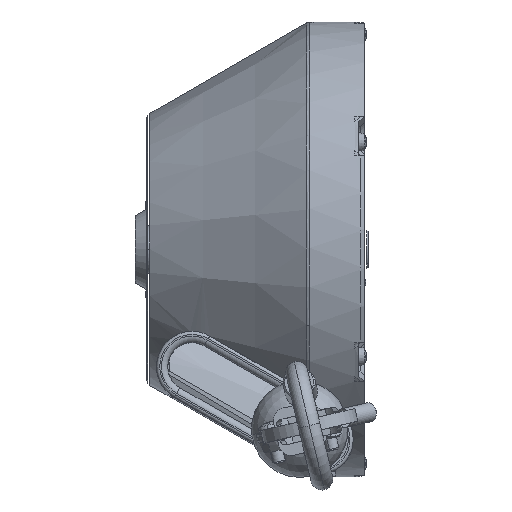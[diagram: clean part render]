
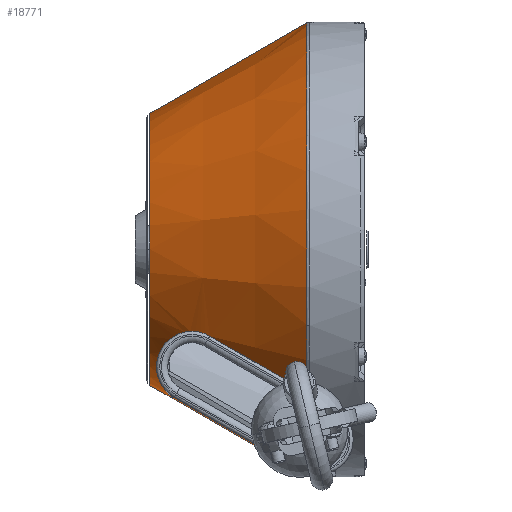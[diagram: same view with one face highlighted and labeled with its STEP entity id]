
A CAD part, top view. The second image highlights one B-rep face of the part: STEP entity #18771.
In plain terms, the highlighted conical face has half-angle 30 degrees and reference radius 56.337 mm.
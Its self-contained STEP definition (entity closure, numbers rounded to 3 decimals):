
#1733=CARTESIAN_POINT('',(49.598,0.,0.));
#1734=DIRECTION('',(1.,0.,0.));
#1735=DIRECTION('',(0.,0.,1.));
#1736=AXIS2_PLACEMENT_3D('',#1733,#1734,#1735);
#1738=CARTESIAN_POINT('',(19.529,-26.974,45.473));
#1739=CARTESIAN_POINT('',(19.154,-26.757,45.35));
#1740=CARTESIAN_POINT('',(18.359,-26.357,45.053));
#1741=CARTESIAN_POINT('',(17.032,-25.885,44.441));
#1742=CARTESIAN_POINT('',(15.595,-25.578,43.66));
#1743=CARTESIAN_POINT('',(14.072,-25.463,42.707));
#1744=CARTESIAN_POINT('',(12.5,-25.569,41.584));
#1745=CARTESIAN_POINT('',(10.966,-25.897,40.334));
#1746=CARTESIAN_POINT('',(9.501,-26.435,38.968));
#1747=CARTESIAN_POINT('',(8.146,-27.163,37.505));
#1748=CARTESIAN_POINT('',(6.904,-28.072,35.928));
#1749=CARTESIAN_POINT('',(5.787,-29.159,34.213));
#1750=CARTESIAN_POINT('',(4.819,-30.414,32.346));
#1751=CARTESIAN_POINT('',(4.012,-31.851,30.269));
#1752=CARTESIAN_POINT('',(3.406,-33.473,27.932));
#1753=CARTESIAN_POINT('',(3.075,-35.138,25.479));
#1754=CARTESIAN_POINT('',(3.003,-36.582,23.265));
#1755=CARTESIAN_POINT('',(3.088,-37.815,21.292));
#1756=CARTESIAN_POINT('',(3.273,-38.875,19.52));
#1757=CARTESIAN_POINT('',(3.52,-39.792,17.92));
#1758=CARTESIAN_POINT('',(3.806,-40.588,16.473));
#1759=CARTESIAN_POINT('',(4.115,-41.283,15.162));
#1760=CARTESIAN_POINT('',(4.435,-41.894,13.974));
#1761=CARTESIAN_POINT('',(4.759,-42.432,12.898));
#1762=CARTESIAN_POINT('',(5.083,-42.909,11.924));
#1763=CARTESIAN_POINT('',(5.405,-43.335,11.045));
#1764=CARTESIAN_POINT('',(5.722,-43.716,10.254));
#1765=CARTESIAN_POINT('',(6.034,-44.06,9.546));
#1766=CARTESIAN_POINT('',(6.344,-44.374,8.914));
#1767=CARTESIAN_POINT('',(6.652,-44.664,8.356));
#1768=CARTESIAN_POINT('',(6.961,-44.932,7.872));
#1769=CARTESIAN_POINT('',(7.273,-45.184,7.464));
#1770=CARTESIAN_POINT('',(7.589,-45.421,7.139));
#1771=CARTESIAN_POINT('',(7.91,-45.644,6.908));
#1772=CARTESIAN_POINT('',(8.234,-45.852,6.778));
#1773=CARTESIAN_POINT('',(8.433,-45.971,6.761));
#1774=CARTESIAN_POINT('',(8.529,-46.026,6.765));
#1776=CARTESIAN_POINT('',(49.5,-70.011,4.803));
#1777=CARTESIAN_POINT('',(49.5,-70.028,4.556));
#1778=CARTESIAN_POINT('',(49.539,-70.082,4.052));
#1779=CARTESIAN_POINT('',(49.724,-70.229,3.287));
#1780=CARTESIAN_POINT('',(49.935,-70.372,2.786));
#1781=CARTESIAN_POINT('',(50.062,-70.454,2.541));
#1783=DIRECTION('',(-0.866,0.5,0.));
#1784=VECTOR('',#1783,56.652);
#1785=CARTESIAN_POINT('',(50.062,-70.5,0.));
#1786=LINE('',#1785,#1784);
#1787=CARTESIAN_POINT('',(1.,0.,0.));
#1788=DIRECTION('',(-1.,0.,0.));
#1789=DIRECTION('',(0.,-1.,0.));
#1790=AXIS2_PLACEMENT_3D('',#1787,#1788,#1789);
#1792=CARTESIAN_POINT('',(1.,0.,0.));
#1793=DIRECTION('',(-1.,0.,0.));
#1794=DIRECTION('',(0.,0.,1.));
#1795=AXIS2_PLACEMENT_3D('',#1792,#1793,#1794);
#1797=DIRECTION('',(0.866,0.5,0.));
#1798=VECTOR('',#1797,56.116);
#1799=CARTESIAN_POINT('',(1.,42.174,0.));
#1800=LINE('',#1799,#1798);
#1801=CARTESIAN_POINT('',(49.598,0.,0.));
#1802=DIRECTION('',(1.,0.,0.));
#1803=DIRECTION('',(0.,1.,0.));
#1804=AXIS2_PLACEMENT_3D('',#1801,#1802,#1803);
#1806=CARTESIAN_POINT('',(19.529,-26.974,45.473));
#1807=CARTESIAN_POINT('',(22.701,-28.805,46.516));
#1808=CARTESIAN_POINT('',(29.159,-32.534,48.567));
#1809=CARTESIAN_POINT('',(39.174,-38.316,51.559));
#1810=CARTESIAN_POINT('',(46.086,-42.306,53.506));
#1811=CARTESIAN_POINT('',(49.598,-44.334,54.47));
#1853=CARTESIAN_POINT('',(47.5,-68.526,8.247));
#1854=CARTESIAN_POINT('',(43.169,-66.026,8.097));
#1855=CARTESIAN_POINT('',(34.509,-61.026,7.791));
#1856=CARTESIAN_POINT('',(21.518,-53.526,7.295));
#1857=CARTESIAN_POINT('',(12.858,-48.526,6.948));
#1858=CARTESIAN_POINT('',(8.529,-46.026,6.765));
#1860=CARTESIAN_POINT('',(49.5,-69.428,10.213));
#1861=CARTESIAN_POINT('',(49.397,-69.394,10.039));
#1862=CARTESIAN_POINT('',(49.195,-69.323,9.713));
#1863=CARTESIAN_POINT('',(48.9,-69.209,9.287));
#1864=CARTESIAN_POINT('',(48.609,-69.087,8.924));
#1865=CARTESIAN_POINT('',(48.321,-68.957,8.63));
#1866=CARTESIAN_POINT('',(48.034,-68.817,8.411));
#1867=CARTESIAN_POINT('',(47.754,-68.67,8.279));
#1868=CARTESIAN_POINT('',(47.583,-68.574,8.25));
#1869=CARTESIAN_POINT('',(47.5,-68.526,8.247));
#1932=CARTESIAN_POINT('',(49.5,0.,0.));
#1933=DIRECTION('',(-1.,0.,0.));
#1934=DIRECTION('',(0.,-0.998,0.068));
#1935=AXIS2_PLACEMENT_3D('',#1932,#1933,#1934);
#2179=CARTESIAN_POINT('',(50.062,-70.454,2.541));
#2201=CARTESIAN_POINT('',(50.062,0.,0.));
#2202=DIRECTION('',(-1.,0.,0.));
#2203=DIRECTION('',(0.,-1.,0.));
#2204=AXIS2_PLACEMENT_3D('',#2201,#2202,#2203);
#13501=VERTEX_POINT('',#2179);
#13502=VERTEX_POINT('',#1776);
#13567=CARTESIAN_POINT('',(49.598,0.,70.232));
#13568=CARTESIAN_POINT('',(49.598,-44.334,
54.47));
#13569=VERTEX_POINT('',#13567);
#13570=VERTEX_POINT('',#13568);
#13571=CARTESIAN_POINT('',(49.598,70.232,0.));
#13572=VERTEX_POINT('',#13571);
#13623=CARTESIAN_POINT('',(1.,42.174,0.));
#13624=VERTEX_POINT('',#13623);
#13625=CARTESIAN_POINT('',(50.062,-70.5,0.));
#13626=CARTESIAN_POINT('',(1.,-42.174,0.));
#13627=VERTEX_POINT('',#13625);
#13628=VERTEX_POINT('',#13626);
#13639=VERTEX_POINT('',#1806);
#13659=VERTEX_POINT('',#1853);
#13660=VERTEX_POINT('',#1858);
#13661=CARTESIAN_POINT('',(49.5,-69.428,10.213));
#13662=VERTEX_POINT('',#13661);
#13933=CARTESIAN_POINT('',(1.,0.,
42.174));
#13934=VERTEX_POINT('',#13933);
#18743=CARTESIAN_POINT('',(25.531,0.,0.));
#18744=DIRECTION('',(1.,0.,0.));
#18745=DIRECTION('',(0.,1.,0.));
#18746=AXIS2_PLACEMENT_3D('',#18743,#18744,#18745);
#18747=CONICAL_SURFACE('',#18746,56.337,30.);
#18748=ORIENTED_EDGE('',*,*,#18415,.T.);
#18750=ORIENTED_EDGE('',*,*,#18749,.F.);
#18752=ORIENTED_EDGE('',*,*,#18751,.T.);
#18754=ORIENTED_EDGE('',*,*,#18753,.F.);
#18756=ORIENTED_EDGE('',*,*,#18755,.F.);
#18758=ORIENTED_EDGE('',*,*,#18757,.F.);
#18759=ORIENTED_EDGE('',*,*,#18081,.T.);
#18761=ORIENTED_EDGE('',*,*,#18760,.F.);
#18762=ORIENTED_EDGE('',*,*,#18689,.T.);
#18764=ORIENTED_EDGE('',*,*,#18763,.T.);
#18766=ORIENTED_EDGE('',*,*,#18765,.T.);
#18767=ORIENTED_EDGE('',*,*,#18683,.T.);
#18768=ORIENTED_EDGE('',*,*,#18417,.T.);
#18769=EDGE_LOOP('',(#18748,#18750,#18752,#18754,#18756,#18758,#18759,#18761,
#18762,#18764,#18766,#18767,#18768));
#18770=FACE_OUTER_BOUND('',#18769,.F.);
#18771=ADVANCED_FACE('',(#18770),#18747,.T.);
#1737=CIRCLE('',#1736,70.232);
#1775=B_SPLINE_CURVE_WITH_KNOTS('',3,(#1738,#1739,#1740,#1741,#1742,#1743,#1744,
#1745,#1746,#1747,#1748,#1749,#1750,#1751,#1752,#1753,#1754,#1755,#1756,#1757,
#1758,#1759,#1760,#1761,#1762,#1763,#1764,#1765,#1766,#1767,#1768,#1769,#1770,
#1771,#1772,#1773,#1774),.UNSPECIFIED.,.F.,.F.,(4,1,1,1,1,1,1,1,1,1,1,1,1,1,1,1,
1,1,1,1,1,1,1,1,1,1,1,1,1,1,1,1,1,1,4),(0.,0.029,
0.059,0.088,0.118,0.147,
0.176,0.206,0.235,0.265,
0.294,0.324,0.353,0.382,
0.412,0.441,0.471,0.5,0.529,
0.559,0.588,0.618,0.647,
0.676,0.706,0.735,0.765,
0.794,0.824,0.853,0.882,
0.912,0.941,0.971,1.),.UNSPECIFIED.);
#1782=B_SPLINE_CURVE_WITH_KNOTS('',3,(#1776,#1777,#1778,#1779,#1780,#1781),
.UNSPECIFIED.,.F.,.F.,(4,1,1,4),(0.,0.333,0.667,1.),
.UNSPECIFIED.);
#1791=CIRCLE('',#1790,42.174);
#1796=CIRCLE('',#1795,42.174);
#1805=CIRCLE('',#1804,70.232);
#1812=B_SPLINE_CURVE_WITH_KNOTS('',3,(#1806,#1807,#1808,#1809,#1810,#1811),
.UNSPECIFIED.,.F.,.F.,(4,1,1,4),(0.,0.333,0.667,1.),
.UNSPECIFIED.);
#1859=B_SPLINE_CURVE_WITH_KNOTS('',3,(#1853,#1854,#1855,#1856,#1857,#1858),
.UNSPECIFIED.,.F.,.F.,(4,1,1,4),(0.,0.333,0.667,1.),
.UNSPECIFIED.);
#1870=B_SPLINE_CURVE_WITH_KNOTS('',3,(#1860,#1861,#1862,#1863,#1864,#1865,#1866,
#1867,#1868,#1869),.UNSPECIFIED.,.F.,.F.,(4,1,1,1,1,1,1,4),(0.,
0.143,0.286,0.429,0.571,
0.714,0.857,1.),.UNSPECIFIED.);
#1936=CIRCLE('',#1935,70.175);
#2205=CIRCLE('',#2204,70.5);
#18081=EDGE_CURVE('',#13502,#13501,#1782,.T.);
#18415=EDGE_CURVE('',#13569,#13570,#1737,.T.);
#18417=EDGE_CURVE('',#13572,#13569,#1805,.T.);
#18683=EDGE_CURVE('',#13624,#13572,#1800,.T.);
#18689=EDGE_CURVE('',#13627,#13628,#1786,.T.);
#18749=EDGE_CURVE('',#13639,#13570,#1812,.T.);
#18751=EDGE_CURVE('',#13639,#13660,#1775,.T.);
#18753=EDGE_CURVE('',#13659,#13660,#1859,.T.);
#18755=EDGE_CURVE('',#13662,#13659,#1870,.T.);
#18757=EDGE_CURVE('',#13502,#13662,#1936,.T.);
#18760=EDGE_CURVE('',#13627,#13501,#2205,.T.);
#18763=EDGE_CURVE('',#13628,#13934,#1791,.T.);
#18765=EDGE_CURVE('',#13934,#13624,#1796,.T.);
